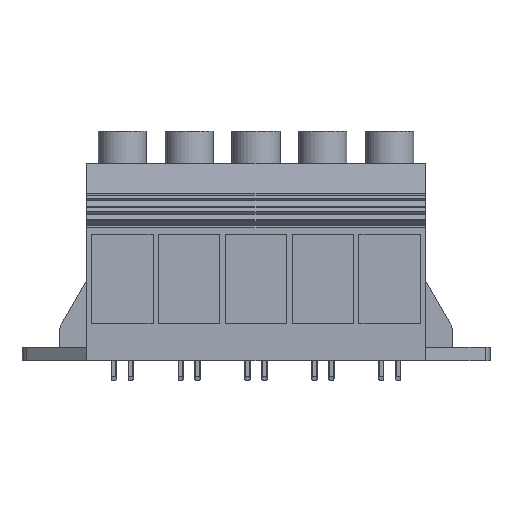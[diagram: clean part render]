
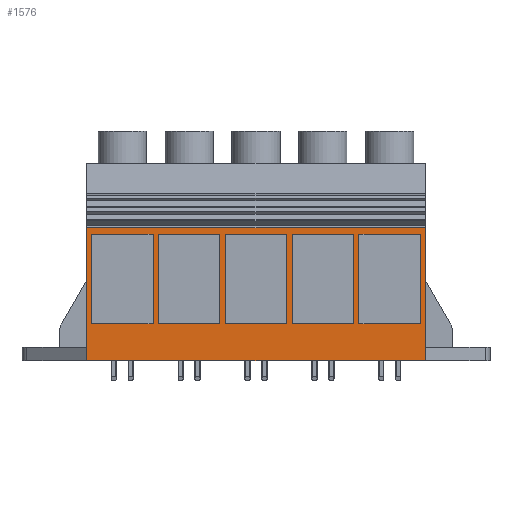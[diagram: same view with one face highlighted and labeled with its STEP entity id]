
A CAD part, top view. The second image highlights one B-rep face of the part: STEP entity #1576.
In plain terms, the highlighted planar face has unit normal (0, 0, 1).
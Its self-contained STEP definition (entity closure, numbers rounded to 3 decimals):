
#510=CARTESIAN_POINT('Vertex',(14.5,7.5,31.)) ;
#513=CARTESIAN_POINT('Line Origine',(14.5,20.9,31.)) ;
#517=CARTESIAN_POINT('Vertex',(14.5,34.3,31.)) ;
#1360=CARTESIAN_POINT('Axis2P3D Location',(29.5,4.5,31.)) ;
#1365=CARTESIAN_POINT('Line Origine',(14.5,6.,31.)) ;
#1369=CARTESIAN_POINT('Vertex',(14.5,4.5,31.)) ;
#1372=CARTESIAN_POINT('Line Origine',(52.5,4.5,31.)) ;
#1376=CARTESIAN_POINT('Vertex',(90.5,4.5,31.)) ;
#1379=CARTESIAN_POINT('Line Origine',(90.5,6.,31.)) ;
#1383=CARTESIAN_POINT('Vertex',(90.5,7.5,31.)) ;
#1386=CARTESIAN_POINT('Line Origine',(90.5,20.9,31.)) ;
#1390=CARTESIAN_POINT('Vertex',(90.5,34.3,31.)) ;
#1393=CARTESIAN_POINT('Line Origine',(52.5,34.3,31.)) ;
#1406=CARTESIAN_POINT('Line Origine',(15.6,22.8,31.)) ;
#1410=CARTESIAN_POINT('Vertex',(15.6,12.8,31.)) ;
#1412=CARTESIAN_POINT('Vertex',(15.6,32.8,31.)) ;
#1415=CARTESIAN_POINT('Line Origine',(22.5,32.8,31.)) ;
#1419=CARTESIAN_POINT('Vertex',(29.4,32.8,31.)) ;
#1422=CARTESIAN_POINT('Line Origine',(29.4,22.8,31.)) ;
#1426=CARTESIAN_POINT('Vertex',(29.4,12.8,31.)) ;
#1429=CARTESIAN_POINT('Line Origine',(22.5,12.8,31.)) ;
#1440=CARTESIAN_POINT('Line Origine',(45.6,22.8,31.)) ;
#1444=CARTESIAN_POINT('Vertex',(45.6,12.8,31.)) ;
#1446=CARTESIAN_POINT('Vertex',(45.6,32.8,31.)) ;
#1449=CARTESIAN_POINT('Line Origine',(52.5,32.8,31.)) ;
#1453=CARTESIAN_POINT('Vertex',(59.4,32.8,31.)) ;
#1456=CARTESIAN_POINT('Line Origine',(59.4,22.8,31.)) ;
#1460=CARTESIAN_POINT('Vertex',(59.4,12.8,31.)) ;
#1463=CARTESIAN_POINT('Line Origine',(52.5,12.8,31.)) ;
#1474=CARTESIAN_POINT('Line Origine',(30.6,22.8,31.)) ;
#1478=CARTESIAN_POINT('Vertex',(30.6,12.8,31.)) ;
#1480=CARTESIAN_POINT('Vertex',(30.6,32.8,31.)) ;
#1483=CARTESIAN_POINT('Line Origine',(37.5,32.8,31.)) ;
#1487=CARTESIAN_POINT('Vertex',(44.4,32.8,31.)) ;
#1490=CARTESIAN_POINT('Line Origine',(44.4,22.8,31.)) ;
#1494=CARTESIAN_POINT('Vertex',(44.4,12.8,31.)) ;
#1497=CARTESIAN_POINT('Line Origine',(37.5,12.8,31.)) ;
#1508=CARTESIAN_POINT('Line Origine',(67.5,12.8,31.)) ;
#1512=CARTESIAN_POINT('Vertex',(74.4,12.8,31.)) ;
#1514=CARTESIAN_POINT('Vertex',(60.6,12.8,31.)) ;
#1517=CARTESIAN_POINT('Line Origine',(60.6,22.8,31.)) ;
#1521=CARTESIAN_POINT('Vertex',(60.6,32.8,31.)) ;
#1524=CARTESIAN_POINT('Line Origine',(67.5,32.8,31.)) ;
#1528=CARTESIAN_POINT('Vertex',(74.4,32.8,31.)) ;
#1531=CARTESIAN_POINT('Line Origine',(74.4,22.8,31.)) ;
#1542=CARTESIAN_POINT('Line Origine',(75.6,22.8,31.)) ;
#1546=CARTESIAN_POINT('Vertex',(75.6,12.8,31.)) ;
#1548=CARTESIAN_POINT('Vertex',(75.6,32.8,31.)) ;
#1551=CARTESIAN_POINT('Line Origine',(82.5,32.8,31.)) ;
#1555=CARTESIAN_POINT('Vertex',(89.4,32.8,31.)) ;
#1558=CARTESIAN_POINT('Line Origine',(89.4,22.8,31.)) ;
#1562=CARTESIAN_POINT('Vertex',(89.4,12.8,31.)) ;
#1565=CARTESIAN_POINT('Line Origine',(82.5,12.8,31.)) ;
#514=DIRECTION('Vector Direction',(0.,1.,0.)) ;
#1361=DIRECTION('Axis2P3D Direction',(0.,0.,-1.)) ;
#1362=DIRECTION('Axis2P3D XDirection',(0.,1.,0.)) ;
#1366=DIRECTION('Vector Direction',(0.,1.,0.)) ;
#1373=DIRECTION('Vector Direction',(1.,0.,0.)) ;
#1380=DIRECTION('Vector Direction',(0.,1.,0.)) ;
#1387=DIRECTION('Vector Direction',(0.,1.,0.)) ;
#1394=DIRECTION('Vector Direction',(1.,0.,0.)) ;
#1407=DIRECTION('Vector Direction',(0.,1.,0.)) ;
#1416=DIRECTION('Vector Direction',(1.,0.,0.)) ;
#1423=DIRECTION('Vector Direction',(0.,1.,0.)) ;
#1430=DIRECTION('Vector Direction',(1.,0.,0.)) ;
#1441=DIRECTION('Vector Direction',(0.,1.,0.)) ;
#1450=DIRECTION('Vector Direction',(1.,0.,0.)) ;
#1457=DIRECTION('Vector Direction',(0.,1.,0.)) ;
#1464=DIRECTION('Vector Direction',(1.,0.,0.)) ;
#1475=DIRECTION('Vector Direction',(0.,1.,0.)) ;
#1484=DIRECTION('Vector Direction',(1.,0.,0.)) ;
#1491=DIRECTION('Vector Direction',(0.,1.,0.)) ;
#1498=DIRECTION('Vector Direction',(1.,0.,0.)) ;
#1509=DIRECTION('Vector Direction',(1.,0.,0.)) ;
#1518=DIRECTION('Vector Direction',(0.,1.,0.)) ;
#1525=DIRECTION('Vector Direction',(1.,0.,0.)) ;
#1532=DIRECTION('Vector Direction',(0.,1.,0.)) ;
#1543=DIRECTION('Vector Direction',(0.,1.,0.)) ;
#1552=DIRECTION('Vector Direction',(1.,0.,0.)) ;
#1559=DIRECTION('Vector Direction',(0.,1.,0.)) ;
#1566=DIRECTION('Vector Direction',(1.,0.,0.)) ;
#1363=AXIS2_PLACEMENT_3D('Plane Axis2P3D',#1360,#1361,#1362) ;
#1399=ORIENTED_EDGE('',*,*,#519,.F.) ;
#1400=ORIENTED_EDGE('',*,*,#1371,.T.) ;
#1401=ORIENTED_EDGE('',*,*,#1378,.T.) ;
#1402=ORIENTED_EDGE('',*,*,#1385,.F.) ;
#1403=ORIENTED_EDGE('',*,*,#1392,.T.) ;
#1404=ORIENTED_EDGE('',*,*,#1397,.F.) ;
#1435=ORIENTED_EDGE('',*,*,#1414,.T.) ;
#1436=ORIENTED_EDGE('',*,*,#1421,.T.) ;
#1437=ORIENTED_EDGE('',*,*,#1428,.T.) ;
#1438=ORIENTED_EDGE('',*,*,#1433,.T.) ;
#1469=ORIENTED_EDGE('',*,*,#1448,.T.) ;
#1470=ORIENTED_EDGE('',*,*,#1455,.T.) ;
#1471=ORIENTED_EDGE('',*,*,#1462,.T.) ;
#1472=ORIENTED_EDGE('',*,*,#1467,.T.) ;
#1503=ORIENTED_EDGE('',*,*,#1482,.T.) ;
#1504=ORIENTED_EDGE('',*,*,#1489,.T.) ;
#1505=ORIENTED_EDGE('',*,*,#1496,.T.) ;
#1506=ORIENTED_EDGE('',*,*,#1501,.T.) ;
#1537=ORIENTED_EDGE('',*,*,#1516,.T.) ;
#1538=ORIENTED_EDGE('',*,*,#1523,.T.) ;
#1539=ORIENTED_EDGE('',*,*,#1530,.T.) ;
#1540=ORIENTED_EDGE('',*,*,#1535,.T.) ;
#1571=ORIENTED_EDGE('',*,*,#1550,.T.) ;
#1572=ORIENTED_EDGE('',*,*,#1557,.T.) ;
#1573=ORIENTED_EDGE('',*,*,#1564,.T.) ;
#1574=ORIENTED_EDGE('',*,*,#1569,.T.) ;
#1439=FACE_BOUND('',#1434,.T.) ;
#1473=FACE_BOUND('',#1468,.T.) ;
#1507=FACE_BOUND('',#1502,.T.) ;
#1541=FACE_BOUND('',#1536,.T.) ;
#1575=FACE_BOUND('',#1570,.T.) ;
#515=VECTOR('Line Direction',#514,1.) ;
#1367=VECTOR('Line Direction',#1366,1.) ;
#1374=VECTOR('Line Direction',#1373,1.) ;
#1381=VECTOR('Line Direction',#1380,1.) ;
#1388=VECTOR('Line Direction',#1387,1.) ;
#1395=VECTOR('Line Direction',#1394,1.) ;
#1408=VECTOR('Line Direction',#1407,1.) ;
#1417=VECTOR('Line Direction',#1416,1.) ;
#1424=VECTOR('Line Direction',#1423,1.) ;
#1431=VECTOR('Line Direction',#1430,1.) ;
#1442=VECTOR('Line Direction',#1441,1.) ;
#1451=VECTOR('Line Direction',#1450,1.) ;
#1458=VECTOR('Line Direction',#1457,1.) ;
#1465=VECTOR('Line Direction',#1464,1.) ;
#1476=VECTOR('Line Direction',#1475,1.) ;
#1485=VECTOR('Line Direction',#1484,1.) ;
#1492=VECTOR('Line Direction',#1491,1.) ;
#1499=VECTOR('Line Direction',#1498,1.) ;
#1510=VECTOR('Line Direction',#1509,1.) ;
#1519=VECTOR('Line Direction',#1518,1.) ;
#1526=VECTOR('Line Direction',#1525,1.) ;
#1533=VECTOR('Line Direction',#1532,1.) ;
#1544=VECTOR('Line Direction',#1543,1.) ;
#1553=VECTOR('Line Direction',#1552,1.) ;
#1560=VECTOR('Line Direction',#1559,1.) ;
#1567=VECTOR('Line Direction',#1566,1.) ;
#1576=ADVANCED_FACE('HOUSING',(#1405,#1439,#1473,#1507,#1541,#1575),#1364,.F.) ;
#519=EDGE_CURVE('',#511,#518,#516,.T.) ;
#1371=EDGE_CURVE('',#511,#1370,#1368,.F.) ;
#1378=EDGE_CURVE('',#1370,#1377,#1375,.T.) ;
#1385=EDGE_CURVE('',#1384,#1377,#1382,.F.) ;
#1392=EDGE_CURVE('',#1384,#1391,#1389,.T.) ;
#1397=EDGE_CURVE('',#518,#1391,#1396,.T.) ;
#1414=EDGE_CURVE('',#1411,#1413,#1409,.T.) ;
#1421=EDGE_CURVE('',#1413,#1420,#1418,.T.) ;
#1428=EDGE_CURVE('',#1420,#1427,#1425,.F.) ;
#1433=EDGE_CURVE('',#1427,#1411,#1432,.F.) ;
#1448=EDGE_CURVE('',#1445,#1447,#1443,.T.) ;
#1455=EDGE_CURVE('',#1447,#1454,#1452,.T.) ;
#1462=EDGE_CURVE('',#1454,#1461,#1459,.F.) ;
#1467=EDGE_CURVE('',#1461,#1445,#1466,.F.) ;
#1482=EDGE_CURVE('',#1479,#1481,#1477,.T.) ;
#1489=EDGE_CURVE('',#1481,#1488,#1486,.T.) ;
#1496=EDGE_CURVE('',#1488,#1495,#1493,.F.) ;
#1501=EDGE_CURVE('',#1495,#1479,#1500,.F.) ;
#1516=EDGE_CURVE('',#1513,#1515,#1511,.F.) ;
#1523=EDGE_CURVE('',#1515,#1522,#1520,.T.) ;
#1530=EDGE_CURVE('',#1522,#1529,#1527,.T.) ;
#1535=EDGE_CURVE('',#1529,#1513,#1534,.F.) ;
#1550=EDGE_CURVE('',#1547,#1549,#1545,.T.) ;
#1557=EDGE_CURVE('',#1549,#1556,#1554,.T.) ;
#1564=EDGE_CURVE('',#1556,#1563,#1561,.F.) ;
#1569=EDGE_CURVE('',#1563,#1547,#1568,.F.) ;
#1398=EDGE_LOOP('',(#1399,#1400,#1401,#1402,#1403,#1404)) ;
#1434=EDGE_LOOP('',(#1435,#1436,#1437,#1438)) ;
#1468=EDGE_LOOP('',(#1469,#1470,#1471,#1472)) ;
#1502=EDGE_LOOP('',(#1503,#1504,#1505,#1506)) ;
#1536=EDGE_LOOP('',(#1537,#1538,#1539,#1540)) ;
#1570=EDGE_LOOP('',(#1571,#1572,#1573,#1574)) ;
#1405=FACE_OUTER_BOUND('',#1398,.T.) ;
#516=LINE('Line',#513,#515) ;
#1368=LINE('Line',#1365,#1367) ;
#1375=LINE('Line',#1372,#1374) ;
#1382=LINE('Line',#1379,#1381) ;
#1389=LINE('Line',#1386,#1388) ;
#1396=LINE('Line',#1393,#1395) ;
#1409=LINE('Line',#1406,#1408) ;
#1418=LINE('Line',#1415,#1417) ;
#1425=LINE('Line',#1422,#1424) ;
#1432=LINE('Line',#1429,#1431) ;
#1443=LINE('Line',#1440,#1442) ;
#1452=LINE('Line',#1449,#1451) ;
#1459=LINE('Line',#1456,#1458) ;
#1466=LINE('Line',#1463,#1465) ;
#1477=LINE('Line',#1474,#1476) ;
#1486=LINE('Line',#1483,#1485) ;
#1493=LINE('Line',#1490,#1492) ;
#1500=LINE('Line',#1497,#1499) ;
#1511=LINE('Line',#1508,#1510) ;
#1520=LINE('Line',#1517,#1519) ;
#1527=LINE('Line',#1524,#1526) ;
#1534=LINE('Line',#1531,#1533) ;
#1545=LINE('Line',#1542,#1544) ;
#1554=LINE('Line',#1551,#1553) ;
#1561=LINE('Line',#1558,#1560) ;
#1568=LINE('Line',#1565,#1567) ;
#1364=PLANE('',#1363) ;
#511=VERTEX_POINT('',#510) ;
#518=VERTEX_POINT('',#517) ;
#1370=VERTEX_POINT('',#1369) ;
#1377=VERTEX_POINT('',#1376) ;
#1384=VERTEX_POINT('',#1383) ;
#1391=VERTEX_POINT('',#1390) ;
#1411=VERTEX_POINT('',#1410) ;
#1413=VERTEX_POINT('',#1412) ;
#1420=VERTEX_POINT('',#1419) ;
#1427=VERTEX_POINT('',#1426) ;
#1445=VERTEX_POINT('',#1444) ;
#1447=VERTEX_POINT('',#1446) ;
#1454=VERTEX_POINT('',#1453) ;
#1461=VERTEX_POINT('',#1460) ;
#1479=VERTEX_POINT('',#1478) ;
#1481=VERTEX_POINT('',#1480) ;
#1488=VERTEX_POINT('',#1487) ;
#1495=VERTEX_POINT('',#1494) ;
#1513=VERTEX_POINT('',#1512) ;
#1515=VERTEX_POINT('',#1514) ;
#1522=VERTEX_POINT('',#1521) ;
#1529=VERTEX_POINT('',#1528) ;
#1547=VERTEX_POINT('',#1546) ;
#1549=VERTEX_POINT('',#1548) ;
#1556=VERTEX_POINT('',#1555) ;
#1563=VERTEX_POINT('',#1562) ;
